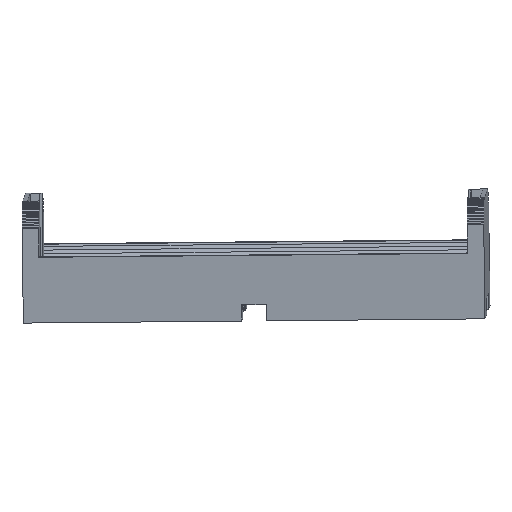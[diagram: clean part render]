
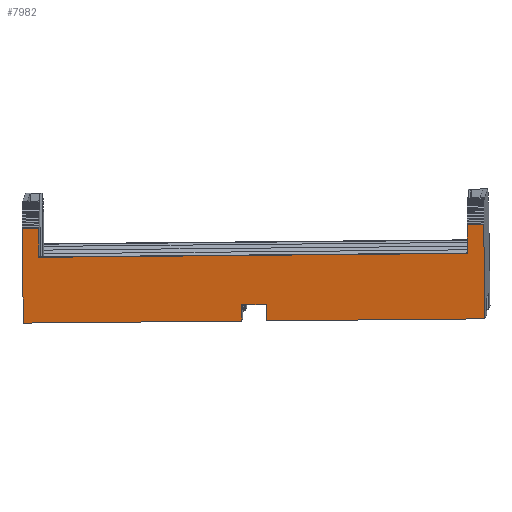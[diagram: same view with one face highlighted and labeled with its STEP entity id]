
A CAD part, front view. The second image highlights one B-rep face of the part: STEP entity #7982.
In plain terms, the highlighted planar face has unit normal (-0.041, -0.993, -0.11).
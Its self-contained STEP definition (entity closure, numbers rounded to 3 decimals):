
#18=FACE_OUTER_BOUND('',#442,.T.);
#442=EDGE_LOOP('',(#5243,#5244,#5245,#5246,#5247,#5248,#5249,#5250,#5251,
#5252,#5253,#5254));
#868=LINE('',#10890,#2054);
#923=LINE('',#11000,#2109);
#924=LINE('',#11002,#2110);
#925=LINE('',#11004,#2111);
#926=LINE('',#11006,#2112);
#927=LINE('',#11008,#2113);
#928=LINE('',#11010,#2114);
#929=LINE('',#11012,#2115);
#930=LINE('',#11014,#2116);
#931=LINE('',#11016,#2117);
#932=LINE('',#11018,#2118);
#933=LINE('',#11019,#2119);
#2054=VECTOR('',#8851,10.);
#2109=VECTOR('',#8908,1.);
#2110=VECTOR('',#8909,1.);
#2111=VECTOR('',#8910,1.);
#2112=VECTOR('',#8911,1.);
#2113=VECTOR('',#8912,1.);
#2114=VECTOR('',#8913,10.);
#2115=VECTOR('',#8914,1.);
#2116=VECTOR('',#8915,1.);
#2117=VECTOR('',#8916,1.);
#2118=VECTOR('',#8917,1.);
#2119=VECTOR('',#8918,1.);
#3240=VERTEX_POINT('',#10887);
#3241=VERTEX_POINT('',#10889);
#3295=VERTEX_POINT('',#10999);
#3296=VERTEX_POINT('',#11001);
#3297=VERTEX_POINT('',#11003);
#3298=VERTEX_POINT('',#11005);
#3299=VERTEX_POINT('',#11007);
#3300=VERTEX_POINT('',#11009);
#3301=VERTEX_POINT('',#11011);
#3302=VERTEX_POINT('',#11013);
#3303=VERTEX_POINT('',#11015);
#3304=VERTEX_POINT('',#11017);
#4002=EDGE_CURVE('',#3241,#3240,#868,.T.);
#4057=EDGE_CURVE('',#3240,#3295,#923,.T.);
#4058=EDGE_CURVE('',#3295,#3296,#924,.T.);
#4059=EDGE_CURVE('',#3296,#3297,#925,.T.);
#4060=EDGE_CURVE('',#3298,#3297,#926,.T.);
#4061=EDGE_CURVE('',#3298,#3299,#927,.T.);
#4062=EDGE_CURVE('',#3299,#3300,#928,.T.);
#4063=EDGE_CURVE('',#3301,#3300,#929,.T.);
#4064=EDGE_CURVE('',#3302,#3301,#930,.T.);
#4065=EDGE_CURVE('',#3303,#3302,#931,.T.);
#4066=EDGE_CURVE('',#3303,#3304,#932,.T.);
#4067=EDGE_CURVE('',#3241,#3304,#933,.T.);
#5243=ORIENTED_EDGE('',*,*,#4002,.T.);
#5244=ORIENTED_EDGE('',*,*,#4057,.T.);
#5245=ORIENTED_EDGE('',*,*,#4058,.T.);
#5246=ORIENTED_EDGE('',*,*,#4059,.T.);
#5247=ORIENTED_EDGE('',*,*,#4060,.F.);
#5248=ORIENTED_EDGE('',*,*,#4061,.T.);
#5249=ORIENTED_EDGE('',*,*,#4062,.T.);
#5250=ORIENTED_EDGE('',*,*,#4063,.F.);
#5251=ORIENTED_EDGE('',*,*,#4064,.F.);
#5252=ORIENTED_EDGE('',*,*,#4065,.F.);
#5253=ORIENTED_EDGE('',*,*,#4066,.T.);
#5254=ORIENTED_EDGE('',*,*,#4067,.F.);
#7558=PLANE('',#8421);
#7982=ADVANCED_FACE('',(#18),#7558,.T.);
#8421=AXIS2_PLACEMENT_3D('',#10998,#8906,#8907);
#8851=DIRECTION('',(0.014,0.109,-0.994));
#8906=DIRECTION('center_axis',(-0.041,-0.993,-0.11));
#8907=DIRECTION('ref_axis',(0.014,0.109,-0.994));
#8908=DIRECTION('',(0.999,-0.042,0.009));
#8909=DIRECTION('',(-0.014,-0.109,0.994));
#8910=DIRECTION('',(0.999,-0.042,0.009));
#8911=DIRECTION('',(-0.014,-0.109,0.994));
#8912=DIRECTION('',(0.999,-0.042,0.009));
#8913=DIRECTION('',(-0.014,-0.109,0.994));
#8914=DIRECTION('',(0.999,-0.042,0.009));
#8915=DIRECTION('',(-0.014,-0.109,0.994));
#8916=DIRECTION('',(0.999,-0.042,0.009));
#8917=DIRECTION('',(-0.014,-0.109,0.994));
#8918=DIRECTION('',(0.999,-0.042,0.009));
#10887=CARTESIAN_POINT('',(-309.29,105.973,4.341));
#10889=CARTESIAN_POINT('',(-309.447,104.718,15.771));
#10890=CARTESIAN_POINT('',(-309.35,105.496,8.687));
#10998=CARTESIAN_POINT('Origin',(-279.817,104.741,4.612));
#10999=CARTESIAN_POINT('',(-282.814,104.866,4.584));
#11000=CARTESIAN_POINT('',(-282.992,104.874,4.583));
#11001=CARTESIAN_POINT('',(-282.841,104.648,6.572));
#11002=CARTESIAN_POINT('',(-282.814,104.866,4.584));
#11003=CARTESIAN_POINT('',(-279.844,104.523,6.6));
#11004=CARTESIAN_POINT('',(-282.841,104.648,6.572));
#11005=CARTESIAN_POINT('',(-279.817,104.741,4.612));
#11006=CARTESIAN_POINT('',(-279.817,104.741,4.612));
#11007=CARTESIAN_POINT('',(-253.341,103.634,4.855));
#11008=CARTESIAN_POINT('',(-271.142,104.378,4.692));
#11009=CARTESIAN_POINT('',(-253.499,102.379,16.286));
#11010=CARTESIAN_POINT('',(-253.401,103.155,9.212));
#11011=CARTESIAN_POINT('',(-255.497,102.462,16.267));
#11012=CARTESIAN_POINT('',(-255.497,102.462,16.267));
#11013=CARTESIAN_POINT('',(-255.449,102.844,12.788));
#11014=CARTESIAN_POINT('',(-255.483,102.571,15.273));
#11015=CARTESIAN_POINT('',(-307.401,105.016,12.311));
#11016=CARTESIAN_POINT('',(-307.401,105.016,12.311));
#11017=CARTESIAN_POINT('',(-307.449,104.634,15.789));
#11018=CARTESIAN_POINT('',(-307.435,104.744,14.795));
#11019=CARTESIAN_POINT('',(-309.447,104.718,15.771));
